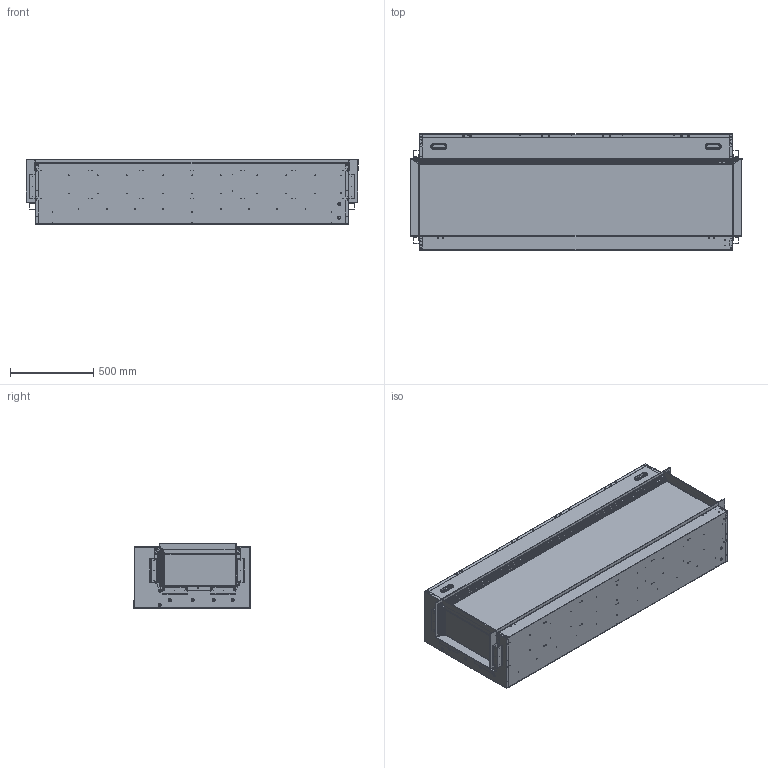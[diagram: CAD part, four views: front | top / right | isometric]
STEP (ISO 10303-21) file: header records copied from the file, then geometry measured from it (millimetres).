
FILE_DESCRIPTION (( 'STEP AP214' ), '1' );
FILE_NAME ('Ignite ultra 74 (ULT74-EU)_defeature.STEP', '2024-07-22T08:02:02', ( '' ), ( '' ), 'SwSTEP 2.0', 'SolidWorks 2023', '' );
FILE_SCHEMA (( 'AUTOMOTIVE_DESIGN' ));
Length unit declared in the file: millimetre
Products named in the file (1): Ignite ultra 74 (ULT74-EU)_defeature
Bounding box: 1997.9 x 699.38 x 390.07 mm (x, y, z)
Surface area: 8525421.3 mm2 (no closed solid volume)
Topology: 0 solids, 63 shells, 1003 faces, 5112 edges, 4061 vertices
Faces by surface type: plane 468, cylinder 363, torus 104, cone 60, bspline 8
Entity records: 74539 total; most frequent: CARTESIAN_POINT 22067, DIRECTION 8982, ORIENTED_EDGE 6776, EDGE_CURVE 5112, VERTEX_POINT 4061, AXIS2_PLACEMENT_3D 3228, VECTOR 2526, LINE 2526
